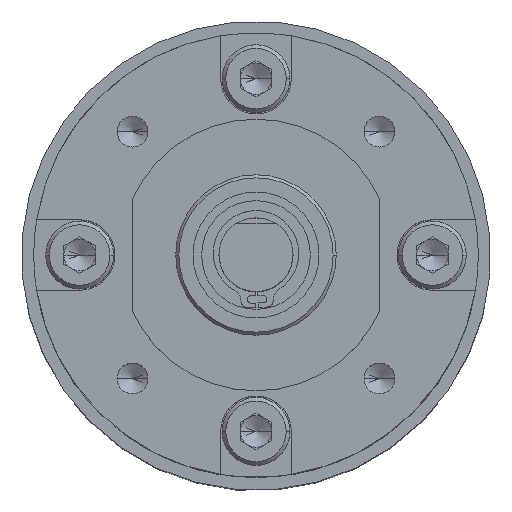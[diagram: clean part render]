
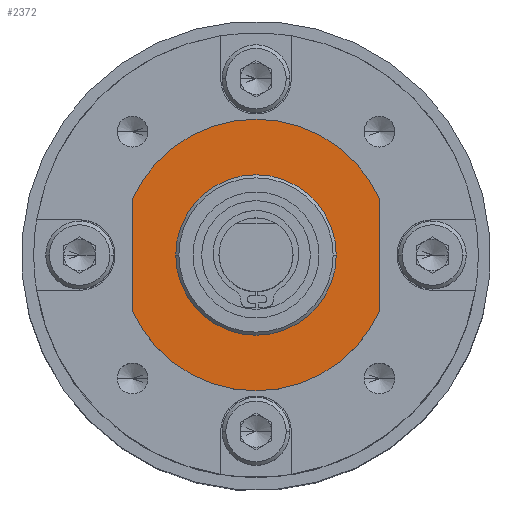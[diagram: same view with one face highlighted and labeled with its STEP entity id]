
A CAD part, top view. The second image highlights one B-rep face of the part: STEP entity #2372.
In plain terms, the highlighted planar face has unit normal (0, 0, 1).
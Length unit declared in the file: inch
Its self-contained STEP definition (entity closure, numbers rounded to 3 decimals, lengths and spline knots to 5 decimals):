
#31 = LINE ( 'NONE', #16248, #23590 ) ;
#134 = CARTESIAN_POINT ( 'NONE',  ( 0.3937, -0.18042, 1.03118 ) ) ;
#189 = EDGE_LOOP ( 'NONE', ( #13869, #17635 ) ) ;
#453 = DIRECTION ( 'NONE',  ( 0., 0., 1. ) ) ;
#1552 = FACE_BOUND ( 'NONE', #189, .T. ) ;
#1867 = CIRCLE ( 'NONE', #9950, 0.43307 ) ;
#2372 = ADVANCED_FACE ( 'NONE', ( #1552, #19043 ), #20830, .T. ) ;
#2617 = EDGE_CURVE ( 'NONE', #3080, #14482, #1867, .T. ) ;
#3080 = VERTEX_POINT ( 'NONE', #9794 ) ;
#3098 = ORIENTED_EDGE ( 'NONE', *, *, #28059, .T. ) ;
#3721 = CARTESIAN_POINT ( 'NONE',  ( 0., 0., 1.03118 ) ) ;
#4441 = CARTESIAN_POINT ( 'NONE',  ( 0.25591, 0., 1.03118 ) ) ;
#4587 = VERTEX_POINT ( 'NONE', #24421 ) ;
#5272 = VECTOR ( 'NONE', #18259, 39.37008 ) ;
#6016 = DIRECTION ( 'NONE',  ( 1., 0., 0. ) ) ;
#7620 = VERTEX_POINT ( 'NONE', #4441 ) ;
#7788 = DIRECTION ( 'NONE',  ( 0., 0., 1. ) ) ;
#8660 = CARTESIAN_POINT ( 'NONE',  ( 0., 0., 1.03118 ) ) ;
#8929 = CARTESIAN_POINT ( 'NONE',  ( -0.25591, 0., 1.03118 ) ) ;
#9448 = DIRECTION ( 'NONE',  ( 0., 1., 0. ) ) ;
#9794 = CARTESIAN_POINT ( 'NONE',  ( -0.3937, -0.18042, 1.03118 ) ) ;
#9821 = DIRECTION ( 'NONE',  ( 1., 0., 0. ) ) ;
#9950 = AXIS2_PLACEMENT_3D ( 'NONE', #14303, #18202, #9821 ) ;
#10569 = AXIS2_PLACEMENT_3D ( 'NONE', #3721, #19697, #6016 ) ;
#10985 = DIRECTION ( 'NONE',  ( 1., 0., 0. ) ) ;
#12318 = CARTESIAN_POINT ( 'NONE',  ( 0., 0., 1.03118 ) ) ;
#13869 = ORIENTED_EDGE ( 'NONE', *, *, #14061, .F. ) ;
#14061 = EDGE_CURVE ( 'NONE', #7620, #15511, #20013, .T. ) ;
#14303 = CARTESIAN_POINT ( 'NONE',  ( 0., 0., 1.03118 ) ) ;
#14482 = VERTEX_POINT ( 'NONE', #134 ) ;
#14685 = ORIENTED_EDGE ( 'NONE', *, *, #17791, .T. ) ;
#15146 = ORIENTED_EDGE ( 'NONE', *, *, #15950, .T. ) ;
#15165 = AXIS2_PLACEMENT_3D ( 'NONE', #21510, #7788, #23827 ) ;
#15511 = VERTEX_POINT ( 'NONE', #8929 ) ;
#15947 = CARTESIAN_POINT ( 'NONE',  ( -0.3937, 0.18042, 1.03118 ) ) ;
#15950 = EDGE_CURVE ( 'NONE', #25901, #4587, #19459, .T. ) ;
#16229 = EDGE_CURVE ( 'NONE', #15511, #7620, #29168, .T. ) ;
#16248 = CARTESIAN_POINT ( 'NONE',  ( 0.3937, 0.18042, 1.03118 ) ) ;
#17635 = ORIENTED_EDGE ( 'NONE', *, *, #16229, .F. ) ;
#17791 = EDGE_CURVE ( 'NONE', #14482, #25901, #31, .T. ) ;
#18202 = DIRECTION ( 'NONE',  ( 0., 0., 1. ) ) ;
#18259 = DIRECTION ( 'NONE',  ( 0., -1., 0. ) ) ;
#19043 = FACE_OUTER_BOUND ( 'NONE', #22205, .T. ) ;
#19459 = CIRCLE ( 'NONE', #10569, 0.43307 ) ;
#19697 = DIRECTION ( 'NONE',  ( 0., 0., 1. ) ) ;
#20013 = CIRCLE ( 'NONE', #15165, 0.25591 ) ;
#20296 = AXIS2_PLACEMENT_3D ( 'NONE', #12318, #453, #23306 ) ;
#20830 = PLANE ( 'NONE',  #20296 ) ;
#21510 = CARTESIAN_POINT ( 'NONE',  ( 0., 0., 1.03118 ) ) ;
#22205 = EDGE_LOOP ( 'NONE', ( #27701, #14685, #15146, #3098 ) ) ;
#23121 = CARTESIAN_POINT ( 'NONE',  ( 0.3937, 0.18042, 1.03118 ) ) ;
#23306 = DIRECTION ( 'NONE',  ( 1., 0., 0. ) ) ;
#23590 = VECTOR ( 'NONE', #9448, 39.37008 ) ;
#23827 = DIRECTION ( 'NONE',  ( 1., 0., 0. ) ) ;
#24421 = CARTESIAN_POINT ( 'NONE',  ( -0.3937, 0.18042, 1.03118 ) ) ;
#24698 = DIRECTION ( 'NONE',  ( 0., 0., 1. ) ) ;
#25706 = AXIS2_PLACEMENT_3D ( 'NONE', #8660, #24698, #10985 ) ;
#25901 = VERTEX_POINT ( 'NONE', #23121 ) ;
#27701 = ORIENTED_EDGE ( 'NONE', *, *, #2617, .T. ) ;
#28059 = EDGE_CURVE ( 'NONE', #4587, #3080, #29659, .T. ) ;
#29168 = CIRCLE ( 'NONE', #25706, 0.25591 ) ;
#29659 = LINE ( 'NONE', #15947, #5272 ) ;
